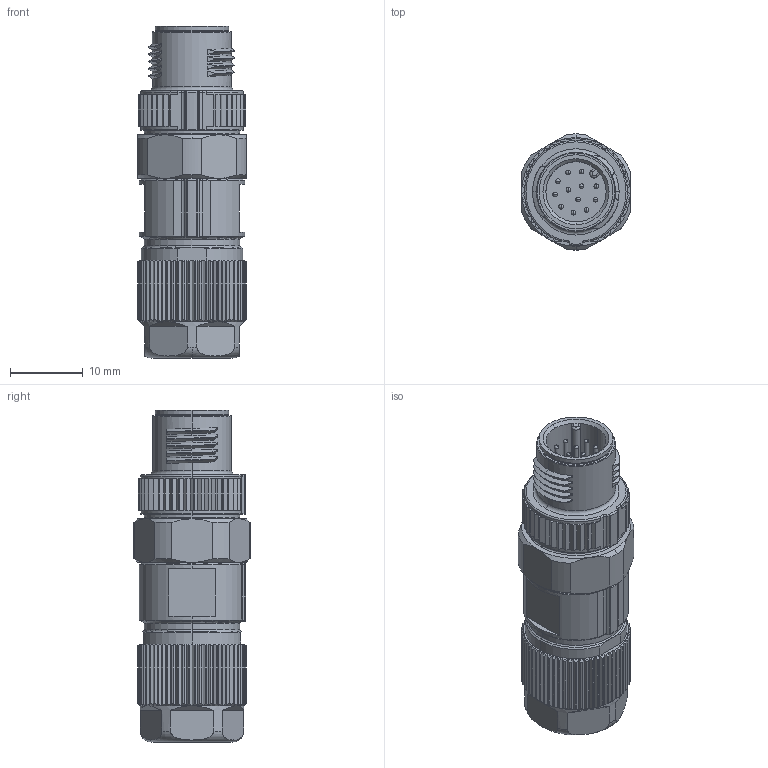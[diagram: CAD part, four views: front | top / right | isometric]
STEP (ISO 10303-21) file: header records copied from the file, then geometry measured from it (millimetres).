
FILE_DESCRIPTION(('HOOPS Exchange Step'),'2;1');
FILE_NAME('export-23CD8B32-32FD-47AC-B588-876B15DEB0E5.stp','2021-02-06T18:44:27+01:00',('Engineering'),('Alibre'),'HOOPS Exchange 2020.1','Alibre','Unknown authorisation');
FILE_SCHEMA( ('AP242_MANAGED_MODEL_BASED_3D_ENGINEERING_MIM_LF {1 0 10303 442 1 1 4 }') );
Length unit declared in the file: millimetre
Products named in the file (1): 5466 M12 12 Pole MALE Shielded (Piercecon® quick connect)
Bounding box: 15 x 16 x 45.77 mm (x, y, z)
Volume: 6399.2 mm3; surface area: 3106.4 mm2
Topology: 1 solids, 1 shells, 914 faces, 2455 edges, 1553 vertices
Faces by surface type: plane 424, cylinder 252, cone 89, bspline 73, torus 40, sphere 36
Entity records: 40720 total; most frequent: CARTESIAN_POINT 18976, ORIENTED_EDGE 4862, DIRECTION 4335, EDGE_CURVE 2431, AXIS2_PLACEMENT_3D 1668, VERTEX_POINT 1553, VECTOR 999, LINE 999
